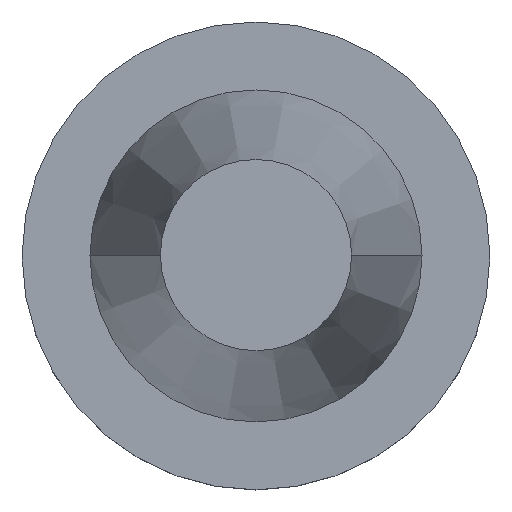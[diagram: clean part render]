
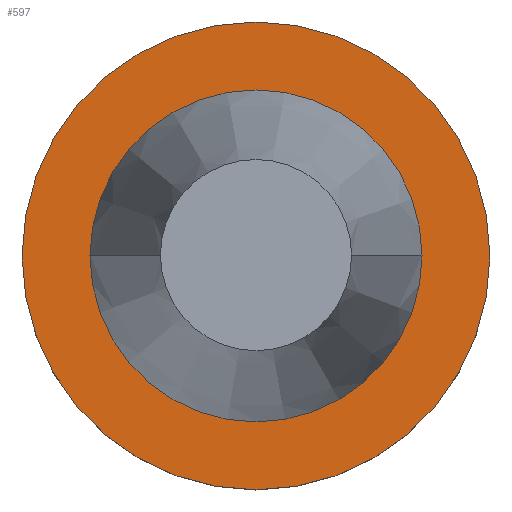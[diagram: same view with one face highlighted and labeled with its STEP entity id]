
A CAD part, top view. The second image highlights one B-rep face of the part: STEP entity #597.
In plain terms, the highlighted planar face has unit normal (0, 0, 1).
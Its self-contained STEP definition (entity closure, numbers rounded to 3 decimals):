
#14 = CARTESIAN_POINT ( 'NONE',  ( -49.215, 0., -1.5 ) ) ;
#17 = CARTESIAN_POINT ( 'NONE',  ( 0., 0., -1.5 ) ) ;
#18 = EDGE_CURVE ( 'NONE', #567, #313, #561, .T. ) ;
#19 = DIRECTION ( 'NONE',  ( 1., 0., 0. ) ) ;
#45 = FACE_BOUND ( 'NONE', #243, .T. ) ;
#112 = AXIS2_PLACEMENT_3D ( 'NONE', #848, #578, #769 ) ;
#121 = CARTESIAN_POINT ( 'NONE',  ( 0., 0., -1.5 ) ) ;
#150 = VERTEX_POINT ( 'NONE', #840 ) ;
#166 = AXIS2_PLACEMENT_3D ( 'NONE', #430, #365, #19 ) ;
#183 = FACE_OUTER_BOUND ( 'NONE', #389, .T. ) ;
#193 = DIRECTION ( 'NONE',  ( 0., 0., 1. ) ) ;
#243 = EDGE_LOOP ( 'NONE', ( #299, #522 ) ) ;
#244 = AXIS2_PLACEMENT_3D ( 'NONE', #121, #193, #271 ) ;
#259 = DIRECTION ( 'NONE',  ( -1., 0., 0. ) ) ;
#271 = DIRECTION ( 'NONE',  ( 1., 0., 0. ) ) ;
#299 = ORIENTED_EDGE ( 'NONE', *, *, #666, .F. ) ;
#305 = EDGE_CURVE ( 'NONE', #313, #567, #588, .T. ) ;
#313 = VERTEX_POINT ( 'NONE', #462 ) ;
#316 = DIRECTION ( 'NONE',  ( 0., 0., -1. ) ) ;
#324 = PLANE ( 'NONE',  #810 ) ;
#361 = DIRECTION ( 'NONE',  ( 1., 0., 0. ) ) ;
#365 = DIRECTION ( 'NONE',  ( 0., 0., 1. ) ) ;
#389 = EDGE_LOOP ( 'NONE', ( #488, #468 ) ) ;
#430 = CARTESIAN_POINT ( 'NONE',  ( 0., 0., -1.5 ) ) ;
#456 = CARTESIAN_POINT ( 'NONE',  ( 34.925, 0., -1.5 ) ) ;
#462 = CARTESIAN_POINT ( 'NONE',  ( 49.215, 0., -1.5 ) ) ;
#468 = ORIENTED_EDGE ( 'NONE', *, *, #18, .T. ) ;
#488 = ORIENTED_EDGE ( 'NONE', *, *, #305, .T. ) ;
#500 = AXIS2_PLACEMENT_3D ( 'NONE', #17, #544, #361 ) ;
#512 = EDGE_CURVE ( 'NONE', #150, #701, #741, .T. ) ;
#522 = ORIENTED_EDGE ( 'NONE', *, *, #512, .F. ) ;
#544 = DIRECTION ( 'NONE',  ( 0., 0., 1. ) ) ;
#561 = CIRCLE ( 'NONE', #166, 49.215 ) ;
#567 = VERTEX_POINT ( 'NONE', #14 ) ;
#578 = DIRECTION ( 'NONE',  ( 0., 0., 1. ) ) ;
#588 = CIRCLE ( 'NONE', #244, 49.215 ) ;
#597 = ADVANCED_FACE ( 'NONE', ( #45, #183 ), #324, .F. ) ;
#654 = CARTESIAN_POINT ( 'NONE',  ( 0., 49.215, -1.5 ) ) ;
#666 = EDGE_CURVE ( 'NONE', #701, #150, #679, .T. ) ;
#679 = CIRCLE ( 'NONE', #112, 34.925 ) ;
#701 = VERTEX_POINT ( 'NONE', #456 ) ;
#741 = CIRCLE ( 'NONE', #500, 34.925 ) ;
#769 = DIRECTION ( 'NONE',  ( 1., 0., 0. ) ) ;
#810 = AXIS2_PLACEMENT_3D ( 'NONE', #654, #316, #259 ) ;
#840 = CARTESIAN_POINT ( 'NONE',  ( -34.925, 0., -1.5 ) ) ;
#848 = CARTESIAN_POINT ( 'NONE',  ( 0., 0., -1.5 ) ) ;
